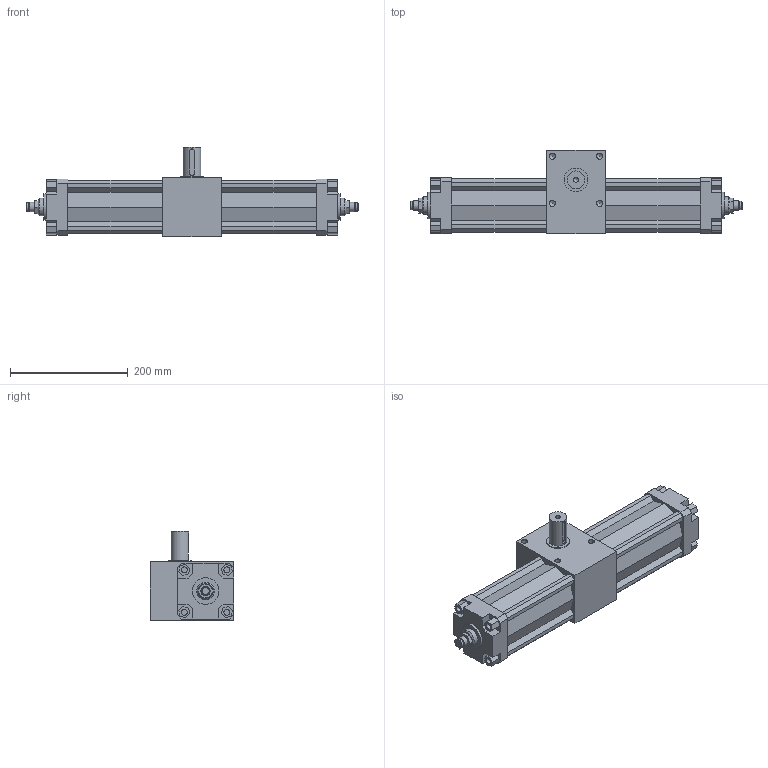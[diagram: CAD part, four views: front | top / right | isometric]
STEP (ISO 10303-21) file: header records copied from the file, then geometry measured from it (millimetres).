
FILE_DESCRIPTION(/* description */ (''),/* implementation_level */ '2;1');
FILE_NAME(/* name */ '1332_80_180_01R.stp',/* time_stamp */ '2017-05-23T15:41:53+02:00',/* author */ ('Maniean1'),/* organization */ ('Pneumax S.p.A.'),/* preprocessor_version */ 'ST-DEVELOPER v15.2',/* originating_system */ 'Autodesk Inventor 2014',/* authorisation */ '');
FILE_SCHEMA (('AUTOMOTIVE_DESIGN { 1 0 10303 214 3 1 1 }'));
Length unit declared in the file: millimetre
Products named in the file (1): 1332_80_180_01R
Bounding box: 563 x 141 x 151 mm (x, y, z)
Volume: 4312495.4 mm3; surface area: 263029.6 mm2
Topology: 1 solids, 1 shells, 276 faces, 691 edges, 450 vertices
Faces by surface type: plane 205, cylinder 37, cone 34
Full cylindrical faces by diameter (mm): 8 x1, 10 x20, 14 x2, 16 x2, 17 x2, 23 x2, 30 x3, 40 x1, 45 x2
Entity records: 7836 total; most frequent: CARTESIAN_POINT 1345, DIRECTION 1244, ORIENTED_EDGE 1206, EDGE_CURVE 603, LINE 512, VECTOR 512, VERTEX_POINT 431, EDGE_LOOP 378
